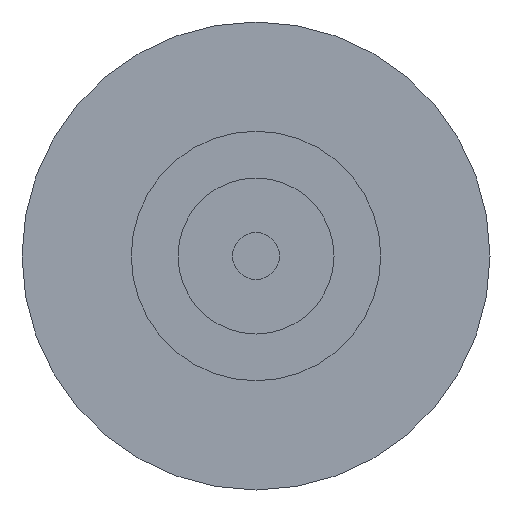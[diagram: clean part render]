
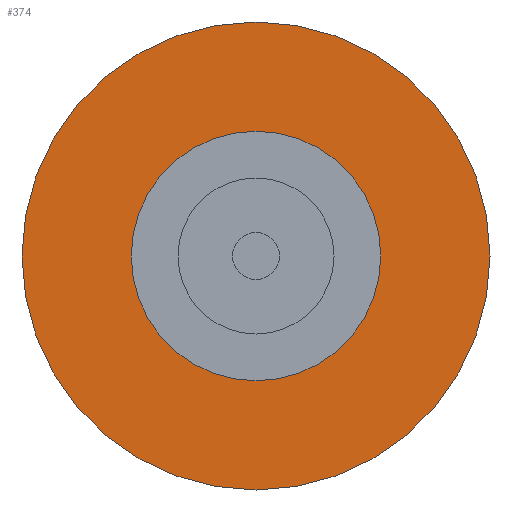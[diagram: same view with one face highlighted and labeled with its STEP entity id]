
A CAD part, front view. The second image highlights one B-rep face of the part: STEP entity #374.
In plain terms, the highlighted planar face has unit normal (0, -1, 0).
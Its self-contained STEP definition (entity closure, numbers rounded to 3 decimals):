
#155 = EDGE_LOOP ( 'NONE', ( #1368, #851 ) ) ;
#178 = DIRECTION ( 'NONE',  ( 0., -1., 0. ) ) ;
#319 = FACE_OUTER_BOUND ( 'NONE', #1797, .T. ) ;
#331 = CIRCLE ( 'NONE', #1196, 15. ) ;
#374 = ADVANCED_FACE ( 'NONE', ( #319, #689 ), #1264, .T. ) ;
#405 = VERTEX_POINT ( 'NONE', #1549 ) ;
#472 = CIRCLE ( 'NONE', #653, 8. ) ;
#474 = CARTESIAN_POINT ( 'NONE',  ( 0., 0., 0. ) ) ;
#513 = VERTEX_POINT ( 'NONE', #1607 ) ;
#653 = AXIS2_PLACEMENT_3D ( 'NONE', #1077, #1263, #1450 ) ;
#689 = FACE_BOUND ( 'NONE', #155, .T. ) ;
#702 = DIRECTION ( 'NONE',  ( 0., 0., -1. ) ) ;
#745 = CIRCLE ( 'NONE', #1822, 15. ) ;
#781 = EDGE_CURVE ( 'NONE', #1297, #405, #472, .T. ) ;
#785 = AXIS2_PLACEMENT_3D ( 'NONE', #1078, #892, #702 ) ;
#794 = ORIENTED_EDGE ( 'NONE', *, *, #1348, .T. ) ;
#808 = ORIENTED_EDGE ( 'NONE', *, *, #1482, .T. ) ;
#851 = ORIENTED_EDGE ( 'NONE', *, *, #1798, .F. ) ;
#882 = DIRECTION ( 'NONE',  ( 0., 0., -1. ) ) ;
#892 = DIRECTION ( 'NONE',  ( 0., -1., 0. ) ) ;
#931 = VERTEX_POINT ( 'NONE', #982 ) ;
#982 = CARTESIAN_POINT ( 'NONE',  ( 0., 0., -15. ) ) ;
#1077 = CARTESIAN_POINT ( 'NONE',  ( 0., 0., 0. ) ) ;
#1078 = CARTESIAN_POINT ( 'NONE',  ( 15., 0., 0. ) ) ;
#1196 = AXIS2_PLACEMENT_3D ( 'NONE', #1829, #178, #882 ) ;
#1225 = DIRECTION ( 'NONE',  ( 0., 0., -1. ) ) ;
#1263 = DIRECTION ( 'NONE',  ( 0., -1., 0. ) ) ;
#1264 = PLANE ( 'NONE',  #785 ) ;
#1297 = VERTEX_POINT ( 'NONE', #1641 ) ;
#1348 = EDGE_CURVE ( 'NONE', #931, #513, #331, .T. ) ;
#1368 = ORIENTED_EDGE ( 'NONE', *, *, #781, .F. ) ;
#1407 = DIRECTION ( 'NONE',  ( 0., -1., 0. ) ) ;
#1439 = CIRCLE ( 'NONE', #1785, 8. ) ;
#1450 = DIRECTION ( 'NONE',  ( 0., 0., -1. ) ) ;
#1482 = EDGE_CURVE ( 'NONE', #513, #931, #745, .T. ) ;
#1540 = DIRECTION ( 'NONE',  ( 0., -1., 0. ) ) ;
#1549 = CARTESIAN_POINT ( 'NONE',  ( 0., 0., 8. ) ) ;
#1607 = CARTESIAN_POINT ( 'NONE',  ( 0., 0., 15. ) ) ;
#1617 = DIRECTION ( 'NONE',  ( 0., 0., -1. ) ) ;
#1641 = CARTESIAN_POINT ( 'NONE',  ( 0., 0., -8. ) ) ;
#1734 = CARTESIAN_POINT ( 'NONE',  ( 0., 0., 0. ) ) ;
#1785 = AXIS2_PLACEMENT_3D ( 'NONE', #474, #1407, #1225 ) ;
#1797 = EDGE_LOOP ( 'NONE', ( #794, #808 ) ) ;
#1798 = EDGE_CURVE ( 'NONE', #405, #1297, #1439, .T. ) ;
#1822 = AXIS2_PLACEMENT_3D ( 'NONE', #1734, #1540, #1617 ) ;
#1829 = CARTESIAN_POINT ( 'NONE',  ( 0., 0., 0. ) ) ;
